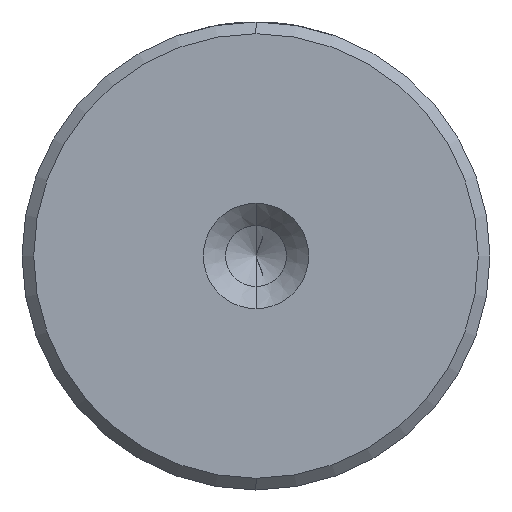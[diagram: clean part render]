
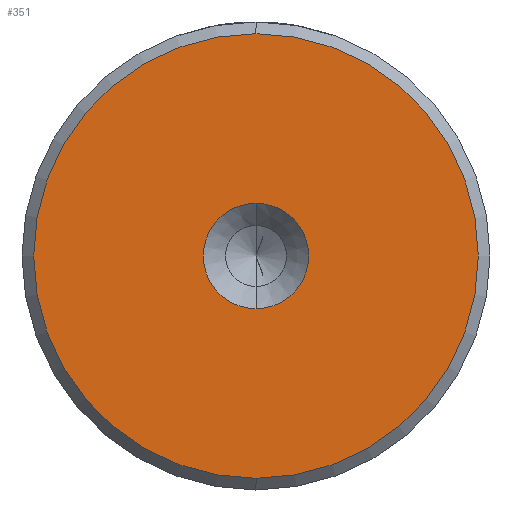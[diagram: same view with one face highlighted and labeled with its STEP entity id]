
A CAD part, left-side view. The second image highlights one B-rep face of the part: STEP entity #351.
In plain terms, the highlighted planar face has unit normal (-1, 0, 0).
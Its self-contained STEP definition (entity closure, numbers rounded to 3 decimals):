
#86 = EDGE_CURVE ( 'NONE', #240, #760, #523, .T. ) ;
#103 = DIRECTION ( 'NONE',  ( -1., 0., 0. ) ) ;
#113 = CIRCLE ( 'NONE', #1606, 2.25 ) ;
#151 = CARTESIAN_POINT ( 'NONE',  ( 0., 0., 0. ) ) ;
#208 = DIRECTION ( 'NONE',  ( 0., 0., 1. ) ) ;
#230 = DIRECTION ( 'NONE',  ( -1., 0., 0. ) ) ;
#240 = VERTEX_POINT ( 'NONE', #1966 ) ;
#255 = CARTESIAN_POINT ( 'NONE',  ( 0., 0., 0. ) ) ;
#297 = DIRECTION ( 'NONE',  ( -1., 0., 0. ) ) ;
#311 = CARTESIAN_POINT ( 'NONE',  ( 0., 0., 2.25 ) ) ;
#329 = DIRECTION ( 'NONE',  ( 0., 0., 1. ) ) ;
#351 = ADVANCED_FACE ( 'NONE', ( #1111, #1000 ), #1406, .T. ) ;
#423 = CIRCLE ( 'NONE', #1188, 2.25 ) ;
#502 = EDGE_LOOP ( 'NONE', ( #2013, #1328 ) ) ;
#523 = CIRCLE ( 'NONE', #1737, 9.5 ) ;
#628 = VERTEX_POINT ( 'NONE', #311 ) ;
#666 = CARTESIAN_POINT ( 'NONE',  ( 0., 0., -2.25 ) ) ;
#760 = VERTEX_POINT ( 'NONE', #986 ) ;
#764 = EDGE_LOOP ( 'NONE', ( #2138, #1800 ) ) ;
#920 = EDGE_CURVE ( 'NONE', #628, #1958, #113, .T. ) ;
#986 = CARTESIAN_POINT ( 'NONE',  ( 0., 0., -9.5 ) ) ;
#1000 = FACE_BOUND ( 'NONE', #502, .T. ) ;
#1027 = DIRECTION ( 'NONE',  ( 0., 0., 1. ) ) ;
#1051 = DIRECTION ( 'NONE',  ( 0., 0., 1. ) ) ;
#1062 = DIRECTION ( 'NONE',  ( -1., 0., 0. ) ) ;
#1111 = FACE_OUTER_BOUND ( 'NONE', #764, .T. ) ;
#1188 = AXIS2_PLACEMENT_3D ( 'NONE', #151, #1375, #329 ) ;
#1210 = CARTESIAN_POINT ( 'NONE',  ( 0., 0., 0. ) ) ;
#1328 = ORIENTED_EDGE ( 'NONE', *, *, #1769, .F. ) ;
#1334 = CARTESIAN_POINT ( 'NONE',  ( 0., 0., 0. ) ) ;
#1375 = DIRECTION ( 'NONE',  ( -1., 0., 0. ) ) ;
#1406 = PLANE ( 'NONE',  #1732 ) ;
#1498 = AXIS2_PLACEMENT_3D ( 'NONE', #1334, #297, #1518 ) ;
#1518 = DIRECTION ( 'NONE',  ( 0., 0., 1. ) ) ;
#1606 = AXIS2_PLACEMENT_3D ( 'NONE', #2112, #103, #1027 ) ;
#1732 = AXIS2_PLACEMENT_3D ( 'NONE', #1210, #1062, #1051 ) ;
#1737 = AXIS2_PLACEMENT_3D ( 'NONE', #255, #230, #208 ) ;
#1769 = EDGE_CURVE ( 'NONE', #1958, #628, #423, .T. ) ;
#1800 = ORIENTED_EDGE ( 'NONE', *, *, #86, .T. ) ;
#1958 = VERTEX_POINT ( 'NONE', #666 ) ;
#1966 = CARTESIAN_POINT ( 'NONE',  ( 0., 0., 9.5 ) ) ;
#2013 = ORIENTED_EDGE ( 'NONE', *, *, #920, .F. ) ;
#2022 = CIRCLE ( 'NONE', #1498, 9.5 ) ;
#2112 = CARTESIAN_POINT ( 'NONE',  ( 0., 0., 0. ) ) ;
#2138 = ORIENTED_EDGE ( 'NONE', *, *, #2232, .T. ) ;
#2232 = EDGE_CURVE ( 'NONE', #760, #240, #2022, .T. ) ;
